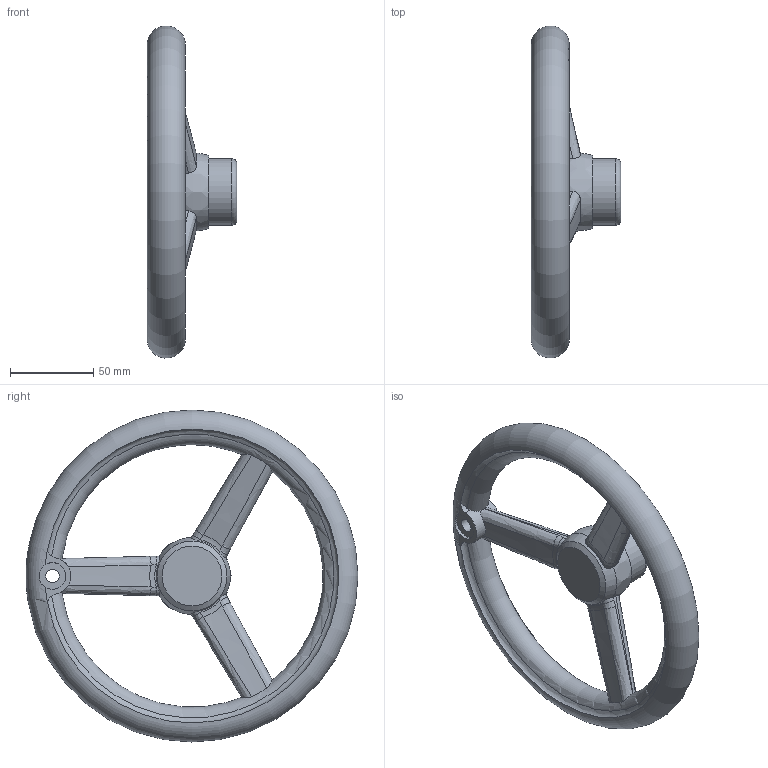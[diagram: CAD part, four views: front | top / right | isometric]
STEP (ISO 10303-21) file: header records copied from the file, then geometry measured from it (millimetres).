
FILE_DESCRIPTION(/* description */ (''),/* implementation_level */ '2;1');
FILE_NAME(/* name */ 'P_200_N.dxf',/* time_stamp */ '2012-11-23T17:23:37+08:00',/* author */ (''),/* organization */ (''),/* preprocessor_version */ 'ST-DEVELOPER v9',/* originating_system */ 'UGS - NX 4.0',/* authorisation */ '');
FILE_SCHEMA (('CONFIG_CONTROL_DESIGN'));
Length unit declared in the file: millimetre
Products named in the file (1): AdmiE093xor8
Bounding box: 54 x 199.92 x 199.94 mm (x, y, z)
Volume: 292283.9 mm3; surface area: 56079.9 mm2
Topology: 1 solids, 1 shells, 68 faces, 191 edges, 121 vertices
Faces by surface type: bspline 20, plane 18, cylinder 15, torus 8, cone 7
Full cylindrical faces by diameter (mm): 8.2 x1, 16.1 x1, 40 x1
Entity records: 2735 total; most frequent: CARTESIAN_POINT 1195, ORIENTED_EDGE 352, DIRECTION 230, EDGE_CURVE 176, VERTEX_POINT 115, AXIS2_PLACEMENT_3D 107, B_SPLINE_CURVE_WITH_KNOTS 102, EDGE_LOOP 81
